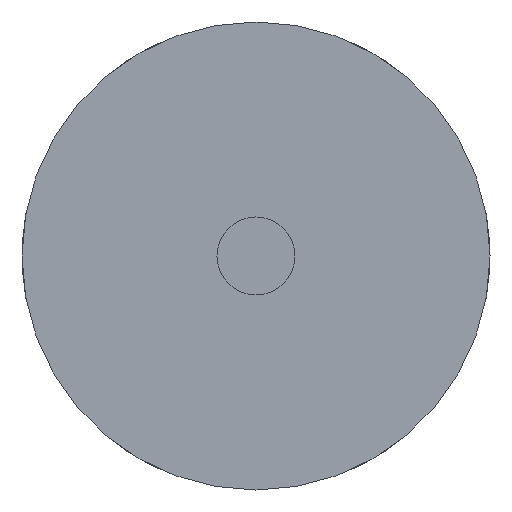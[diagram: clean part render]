
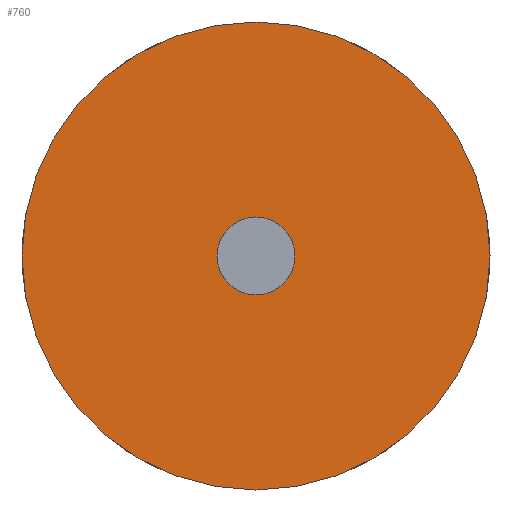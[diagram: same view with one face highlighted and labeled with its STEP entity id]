
A CAD part, front view. The second image highlights one B-rep face of the part: STEP entity #760.
In plain terms, the highlighted planar face has unit normal (0, -1, 0).
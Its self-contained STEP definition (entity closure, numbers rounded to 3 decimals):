
#16=FACE_BOUND('',#250,.T.);
#59=CIRCLE('',#848,2.5);
#60=CIRCLE('',#850,15.);
#158=PLANE('',#849);
#201=FACE_OUTER_BOUND('',#249,.T.);
#249=EDGE_LOOP('',(#692));
#250=EDGE_LOOP('',(#693));
#367=VERTEX_POINT('',#2099);
#368=VERTEX_POINT('',#2103);
#477=EDGE_CURVE('',#367,#367,#59,.T.);
#478=EDGE_CURVE('',#368,#368,#60,.T.);
#692=ORIENTED_EDGE('',*,*,#478,.F.);
#693=ORIENTED_EDGE('',*,*,#477,.T.);
#760=ADVANCED_FACE('',(#201,#16),#158,.T.);
#848=AXIS2_PLACEMENT_3D('',#2101,#1014,#1015);
#849=AXIS2_PLACEMENT_3D('',#2102,#1016,#1017);
#850=AXIS2_PLACEMENT_3D('',#2104,#1018,#1019);
#1014=DIRECTION('center_axis',(0.,1.,0.));
#1015=DIRECTION('ref_axis',(1.,0.,0.));
#1016=DIRECTION('center_axis',(0.,-1.,0.));
#1017=DIRECTION('ref_axis',(0.,0.,-1.));
#1018=DIRECTION('center_axis',(0.,1.,0.));
#1019=DIRECTION('ref_axis',(1.,0.,0.));
#2099=CARTESIAN_POINT('',(0.,0.,-2.5));
#2101=CARTESIAN_POINT('Origin',(0.,0.,0.));
#2102=CARTESIAN_POINT('Origin',(0.,0.,15.));
#2103=CARTESIAN_POINT('',(0.,0.,-15.));
#2104=CARTESIAN_POINT('Origin',(0.,0.,0.));
